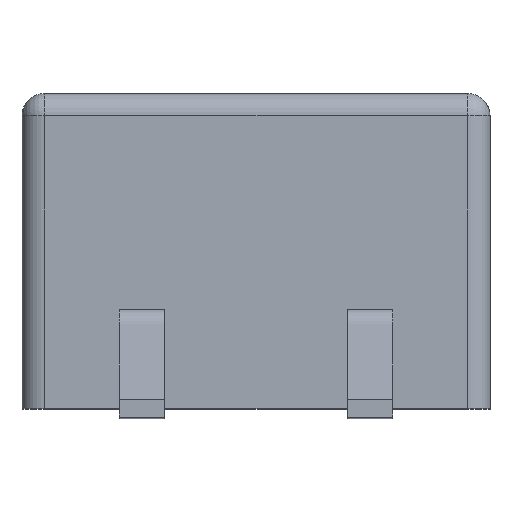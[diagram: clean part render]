
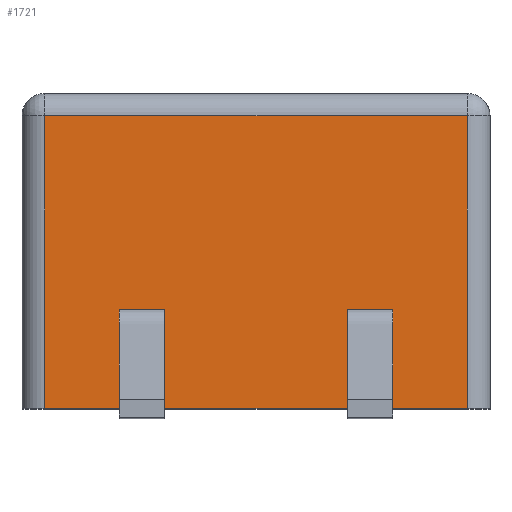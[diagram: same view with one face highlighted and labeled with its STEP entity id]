
A CAD part, top view. The second image highlights one B-rep face of the part: STEP entity #1721.
In plain terms, the highlighted planar face has unit normal (0, 0, 1).
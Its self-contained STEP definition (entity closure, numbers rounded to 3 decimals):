
#19 = CARTESIAN_POINT ( 'NONE',  ( -1.52, 0.9, 3.55 ) ) ;
#40 = DIRECTION ( 'NONE',  ( 1., 0., 0. ) ) ;
#78 = CARTESIAN_POINT ( 'NONE',  ( -1.52, 1.1, 3.55 ) ) ;
#79 = EDGE_CURVE ( 'NONE', #388, #1014, #590, .T. ) ;
#106 = VECTOR ( 'NONE', #1325, 1000. ) ;
#140 = CARTESIAN_POINT ( 'NONE',  ( -2.35, 0., 3.55 ) ) ;
#150 = EDGE_CURVE ( 'NONE', #2571, #2730, #168, .T. ) ;
#168 = LINE ( 'NONE', #1523, #106 ) ;
#212 = LINE ( 'NONE', #2137, #2418 ) ;
#222 = DIRECTION ( 'NONE',  ( -1., 0., 0. ) ) ;
#277 = DIRECTION ( 'NONE',  ( 0., -1., 0. ) ) ;
#290 = CARTESIAN_POINT ( 'NONE',  ( 1.02, 1.1, 3.55 ) ) ;
#317 = EDGE_CURVE ( 'NONE', #1667, #2571, #2474, .T. ) ;
#333 = LINE ( 'NONE', #1591, #2099 ) ;
#360 = VERTEX_POINT ( 'NONE', #782 ) ;
#366 = VECTOR ( 'NONE', #593, 1000. ) ;
#368 = CARTESIAN_POINT ( 'NONE',  ( -2.35, 3.5, 3.55 ) ) ;
#370 = VECTOR ( 'NONE', #2150, 1000. ) ;
#383 = EDGE_CURVE ( 'NONE', #1730, #388, #2437, .T. ) ;
#388 = VERTEX_POINT ( 'NONE', #140 ) ;
#402 = EDGE_CURVE ( 'NONE', #1813, #910, #333, .T. ) ;
#472 = DIRECTION ( 'NONE',  ( 1., 0., 0. ) ) ;
#503 = CARTESIAN_POINT ( 'NONE',  ( 1.02, 1.1, 3.55 ) ) ;
#572 = DIRECTION ( 'NONE',  ( -1., 0., 0. ) ) ;
#590 = LINE ( 'NONE', #874, #956 ) ;
#593 = DIRECTION ( 'NONE',  ( 0., 1., 0. ) ) ;
#609 = FACE_BOUND ( 'NONE', #1621, .T. ) ;
#682 = LINE ( 'NONE', #1254, #2294 ) ;
#683 = ORIENTED_EDGE ( 'NONE', *, *, #942, .F. ) ;
#707 = DIRECTION ( 'NONE',  ( 0., -1., 0. ) ) ;
#711 = EDGE_LOOP ( 'NONE', ( #683, #1016, #2242, #823 ) ) ;
#712 = EDGE_CURVE ( 'NONE', #1278, #1730, #682, .T. ) ;
#754 = ORIENTED_EDGE ( 'NONE', *, *, #150, .F. ) ;
#782 = CARTESIAN_POINT ( 'NONE',  ( 1.52, 0.9, 3.55 ) ) ;
#792 = CARTESIAN_POINT ( 'NONE',  ( -1.02, 1.1, 3.55 ) ) ;
#805 = LINE ( 'NONE', #1999, #2287 ) ;
#823 = ORIENTED_EDGE ( 'NONE', *, *, #2428, .F. ) ;
#863 = LINE ( 'NONE', #2498, #1391 ) ;
#868 = CARTESIAN_POINT ( 'NONE',  ( -1.02, 1.1, 3.55 ) ) ;
#874 = CARTESIAN_POINT ( 'NONE',  ( -2.35, 0., 3.55 ) ) ;
#910 = VERTEX_POINT ( 'NONE', #290 ) ;
#942 = EDGE_CURVE ( 'NONE', #2647, #360, #805, .T. ) ;
#956 = VECTOR ( 'NONE', #40, 1000. ) ;
#968 = DIRECTION ( 'NONE',  ( -1., 0., 0. ) ) ;
#973 = CARTESIAN_POINT ( 'NONE',  ( -2.35, 3.25, 3.55 ) ) ;
#1005 = ORIENTED_EDGE ( 'NONE', *, *, #383, .T. ) ;
#1014 = VERTEX_POINT ( 'NONE', #1610 ) ;
#1016 = ORIENTED_EDGE ( 'NONE', *, *, #1323, .F. ) ;
#1208 = CARTESIAN_POINT ( 'NONE',  ( -2.35, 3.5, 3.55 ) ) ;
#1254 = CARTESIAN_POINT ( 'NONE',  ( -2.35, 3.25, 3.55 ) ) ;
#1278 = VERTEX_POINT ( 'NONE', #1326 ) ;
#1323 = EDGE_CURVE ( 'NONE', #910, #2647, #2688, .T. ) ;
#1325 = DIRECTION ( 'NONE',  ( -1., 0., 0. ) ) ;
#1326 = CARTESIAN_POINT ( 'NONE',  ( 2.35, 3.25, 3.55 ) ) ;
#1344 = VECTOR ( 'NONE', #2696, 1000. ) ;
#1381 = DIRECTION ( 'NONE',  ( 1., 0., 0. ) ) ;
#1391 = VECTOR ( 'NONE', #277, 1000. ) ;
#1393 = VECTOR ( 'NONE', #707, 1000. ) ;
#1442 = ORIENTED_EDGE ( 'NONE', *, *, #1479, .F. ) ;
#1479 = EDGE_CURVE ( 'NONE', #2730, #2636, #863, .T. ) ;
#1487 = CARTESIAN_POINT ( 'NONE',  ( 2.35, 3.5, 3.55 ) ) ;
#1523 = CARTESIAN_POINT ( 'NONE',  ( -1.02, 1.1, 3.55 ) ) ;
#1578 = CARTESIAN_POINT ( 'NONE',  ( 1.52, 1.1, 3.55 ) ) ;
#1579 = DIRECTION ( 'NONE',  ( 0., 0., -1. ) ) ;
#1584 = FACE_BOUND ( 'NONE', #711, .T. ) ;
#1591 = CARTESIAN_POINT ( 'NONE',  ( 1.02, 1.1, 3.55 ) ) ;
#1610 = CARTESIAN_POINT ( 'NONE',  ( 2.35, 0., 3.55 ) ) ;
#1621 = EDGE_LOOP ( 'NONE', ( #1858, #1442, #754, #2192 ) ) ;
#1649 = ORIENTED_EDGE ( 'NONE', *, *, #79, .T. ) ;
#1667 = VERTEX_POINT ( 'NONE', #2018 ) ;
#1691 = LINE ( 'NONE', #2093, #1724 ) ;
#1721 = ADVANCED_FACE ( 'NONE', ( #609, #1584, #2462 ), #2027, .F. ) ;
#1724 = VECTOR ( 'NONE', #2269, 1000. ) ;
#1730 = VERTEX_POINT ( 'NONE', #973 ) ;
#1813 = VERTEX_POINT ( 'NONE', #1578 ) ;
#1858 = ORIENTED_EDGE ( 'NONE', *, *, #2116, .F. ) ;
#1936 = CARTESIAN_POINT ( 'NONE',  ( 1.02, 0.9, 3.55 ) ) ;
#1999 = CARTESIAN_POINT ( 'NONE',  ( 1.02, 0.9, 3.55 ) ) ;
#2018 = CARTESIAN_POINT ( 'NONE',  ( -1.02, 0.9, 3.55 ) ) ;
#2027 = PLANE ( 'NONE',  #2155 ) ;
#2093 = CARTESIAN_POINT ( 'NONE',  ( 1.52, 1.1, 3.55 ) ) ;
#2099 = VECTOR ( 'NONE', #572, 1000. ) ;
#2116 = EDGE_CURVE ( 'NONE', #2636, #1667, #212, .T. ) ;
#2137 = CARTESIAN_POINT ( 'NONE',  ( -1.02, 0.9, 3.55 ) ) ;
#2150 = DIRECTION ( 'NONE',  ( 0., -1., 0. ) ) ;
#2155 = AXIS2_PLACEMENT_3D ( 'NONE', #368, #1579, #968 ) ;
#2192 = ORIENTED_EDGE ( 'NONE', *, *, #317, .F. ) ;
#2234 = ORIENTED_EDGE ( 'NONE', *, *, #712, .T. ) ;
#2242 = ORIENTED_EDGE ( 'NONE', *, *, #402, .F. ) ;
#2269 = DIRECTION ( 'NONE',  ( 0., 1., 0. ) ) ;
#2273 = EDGE_LOOP ( 'NONE', ( #2396, #2234, #1005, #1649 ) ) ;
#2287 = VECTOR ( 'NONE', #1381, 1000. ) ;
#2294 = VECTOR ( 'NONE', #222, 1000. ) ;
#2346 = EDGE_CURVE ( 'NONE', #1278, #1014, #2614, .T. ) ;
#2396 = ORIENTED_EDGE ( 'NONE', *, *, #2346, .F. ) ;
#2418 = VECTOR ( 'NONE', #472, 1000. ) ;
#2428 = EDGE_CURVE ( 'NONE', #360, #1813, #1691, .T. ) ;
#2437 = LINE ( 'NONE', #1208, #1344 ) ;
#2462 = FACE_OUTER_BOUND ( 'NONE', #2273, .T. ) ;
#2474 = LINE ( 'NONE', #792, #366 ) ;
#2498 = CARTESIAN_POINT ( 'NONE',  ( -1.52, 1.1, 3.55 ) ) ;
#2571 = VERTEX_POINT ( 'NONE', #868 ) ;
#2614 = LINE ( 'NONE', #1487, #370 ) ;
#2636 = VERTEX_POINT ( 'NONE', #19 ) ;
#2647 = VERTEX_POINT ( 'NONE', #1936 ) ;
#2688 = LINE ( 'NONE', #503, #1393 ) ;
#2696 = DIRECTION ( 'NONE',  ( 0., -1., 0. ) ) ;
#2730 = VERTEX_POINT ( 'NONE', #78 ) ;
